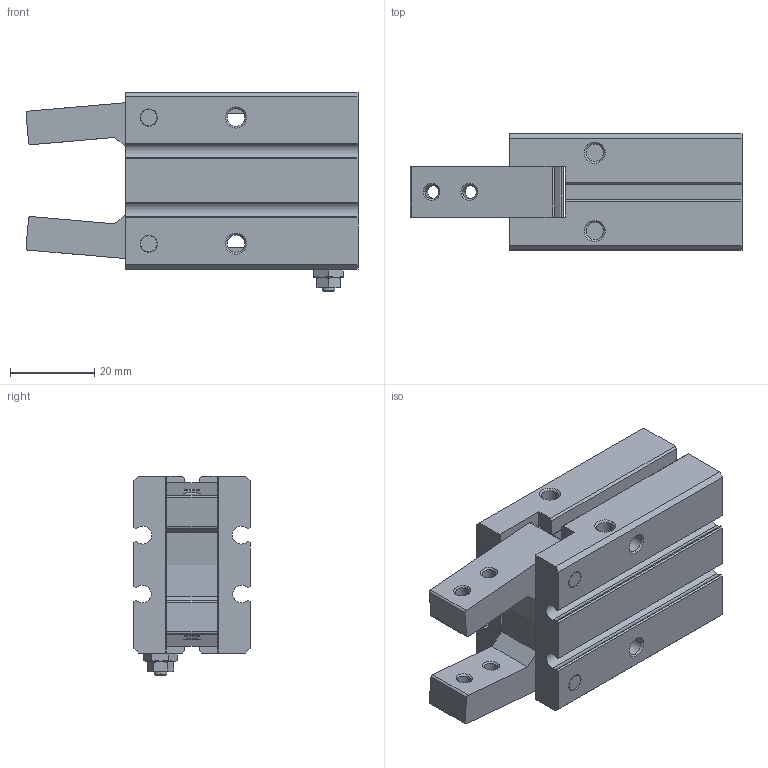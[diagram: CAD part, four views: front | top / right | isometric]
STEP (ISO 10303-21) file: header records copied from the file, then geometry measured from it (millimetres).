
FILE_DESCRIPTION (( 'STEP AP214' ), '1' );
FILE_NAME ('PGA-20-A.STEP', '2023-04-04T12:15:30', ( '' ), ( '' ), 'SwSTEP 2.0', 'SolidWorks 2015', '' );
FILE_SCHEMA (( 'AUTOMOTIVE_DESIGN' ));
Length unit declared in the file: millimetre
Products named in the file (3): PGA-20-A; PGA-20-A finger; PGA-20-A body
Assembly tree (3 placements, depth 2):
  PGA-20-A
    PGA-20-A body
    PGA-20-A finger  x2
Bounding box: 78.89 x 27.6 x 47.4 mm (x, y, z)
Volume: 59437.2 mm3; surface area: 20618.7 mm2
Topology: 3 solids, 3 shells, 430 faces, 1120 edges, 724 vertices
Faces by surface type: plane 216, cone 82, cylinder 80, bspline 52
Entity records: 15168 total; most frequent: CARTESIAN_POINT 5518, ORIENTED_EDGE 2064, DIRECTION 1826, EDGE_CURVE 1032, VERTEX_POINT 668, LINE 666, VECTOR 666, AXIS2_PLACEMENT_3D 580
